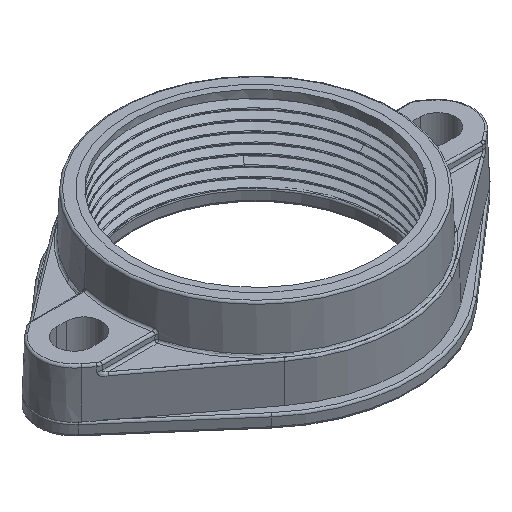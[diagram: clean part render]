
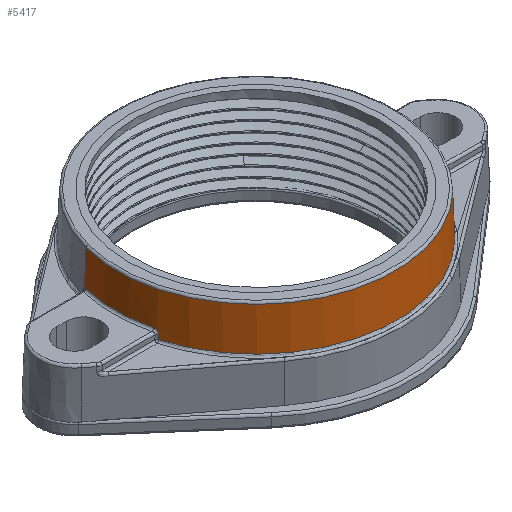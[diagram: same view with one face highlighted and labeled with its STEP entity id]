
A CAD part, isometric view. The second image highlights one B-rep face of the part: STEP entity #5417.
In plain terms, the highlighted conical face has half-angle 2 degrees and reference radius 32.69 mm.
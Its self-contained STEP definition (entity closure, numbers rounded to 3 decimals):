
#944=CARTESIAN_POINT('',(-31.704,8.397,11.534));
#945=CARTESIAN_POINT('',(-31.715,8.35,11.563));
#946=CARTESIAN_POINT('',(-31.74,8.25,11.615));
#947=CARTESIAN_POINT('',(-31.782,8.08,11.668));
#948=CARTESIAN_POINT('',(-31.814,7.949,11.683));
#949=CARTESIAN_POINT('',(-31.831,7.88,11.683));
#951=DIRECTION('',(0.034,-0.009,0.999));
#952=VECTOR('',#951,7.989);
#953=CARTESIAN_POINT('',(-31.704,8.397,11.534));
#954=LINE('',#953,#952);
#955=CARTESIAN_POINT('',(0.,0.,19.517));
#956=DIRECTION('',(0.,0.,-1.));
#957=DIRECTION('',(0.967,0.256,0.));
#958=AXIS2_PLACEMENT_3D('',#955,#956,#957);
#960=DIRECTION('',(0.034,0.009,-0.999));
#961=VECTOR('',#960,7.989);
#962=CARTESIAN_POINT('',(31.435,8.326,19.517));
#963=LINE('',#962,#961);
#964=CARTESIAN_POINT('',(31.831,7.88,11.683));
#965=CARTESIAN_POINT('',(31.817,7.939,11.683));
#966=CARTESIAN_POINT('',(31.788,8.055,11.672));
#967=CARTESIAN_POINT('',(31.747,8.22,11.627));
#968=CARTESIAN_POINT('',(31.718,8.338,11.57));
#969=CARTESIAN_POINT('',(31.704,8.397,11.534));
#971=CARTESIAN_POINT('',(0.,0.,11.683));
#972=DIRECTION('',(0.,0.,1.));
#973=DIRECTION('',(0.971,-0.24,0.));
#974=AXIS2_PLACEMENT_3D('',#971,#972,#973);
#976=CARTESIAN_POINT('',(31.607,-8.865,10.683));
#977=CARTESIAN_POINT('',(31.603,-8.865,10.79));
#978=CARTESIAN_POINT('',(31.605,-8.834,10.993));
#979=CARTESIAN_POINT('',(31.635,-8.686,11.286));
#980=CARTESIAN_POINT('',(31.685,-8.473,11.499));
#981=CARTESIAN_POINT('',(31.751,-8.204,11.644));
#982=CARTESIAN_POINT('',(31.803,-7.994,11.683));
#983=CARTESIAN_POINT('',(31.831,-7.88,11.683));
#985=DIRECTION('',(-0.036,0.,0.999));
#986=VECTOR('',#985,1.001);
#987=CARTESIAN_POINT('',(31.644,-8.865,9.683));
#988=LINE('',#987,#986);
#989=CARTESIAN_POINT('',(0.,0.,9.683));
#990=DIRECTION('',(0.,0.,1.));
#991=DIRECTION('',(-0.963,-0.27,0.));
#992=AXIS2_PLACEMENT_3D('',#989,#990,#991);
#994=DIRECTION('',(-0.036,0.,-0.999));
#995=VECTOR('',#994,1.001);
#996=CARTESIAN_POINT('',(-31.607,-8.865,10.683));
#997=LINE('',#996,#995);
#998=CARTESIAN_POINT('',(-31.831,-7.88,11.683));
#999=CARTESIAN_POINT('',(-31.804,-7.99,11.683));
#1000=CARTESIAN_POINT('',(-31.753,-8.196,
11.648));
#1001=CARTESIAN_POINT('',(-31.684,-8.479,
11.496));
#1002=CARTESIAN_POINT('',(-31.636,-8.685,
11.285));
#1003=CARTESIAN_POINT('',(-31.606,-8.829,
11.005));
#1004=CARTESIAN_POINT('',(-31.603,-8.865,
10.795));
#1005=CARTESIAN_POINT('',(-31.607,-8.865,
10.683));
#1007=CARTESIAN_POINT('',(0.,0.,11.683));
#1008=DIRECTION('',(0.,0.,1.));
#1009=DIRECTION('',(-0.971,0.24,0.));
#1010=AXIS2_PLACEMENT_3D('',#1007,#1008,#1009);
#1044=CARTESIAN_POINT('',(-31.704,8.397,11.534));
#3425=CARTESIAN_POINT('',(-31.435,8.326,19.517));
#3426=CARTESIAN_POINT('',(31.435,8.326,19.517));
#3427=VERTEX_POINT('',#3425);
#3428=VERTEX_POINT('',#3426);
#3443=VERTEX_POINT('',#1044);
#3445=VERTEX_POINT('',#949);
#3448=CARTESIAN_POINT('',(-31.831,-7.88,
11.683));
#3449=VERTEX_POINT('',#3448);
#3451=VERTEX_POINT('',#1005);
#3453=CARTESIAN_POINT('',(-31.644,-8.865,
9.683));
#3454=VERTEX_POINT('',#3453);
#3459=CARTESIAN_POINT('',(31.644,-8.865,9.683));
#3460=VERTEX_POINT('',#3459);
#3464=CARTESIAN_POINT('',(31.607,-8.865,10.683));
#3465=VERTEX_POINT('',#3464);
#3467=VERTEX_POINT('',#983);
#3470=CARTESIAN_POINT('',(31.831,7.88,11.683));
#3471=VERTEX_POINT('',#3470);
#3473=VERTEX_POINT('',#969);
#5393=CARTESIAN_POINT('',(0.,0.,14.6));
#5394=DIRECTION('',(0.,0.,-1.));
#5395=DIRECTION('',(1.,0.,0.));
#5396=AXIS2_PLACEMENT_3D('',#5393,#5394,#5395);
#5397=CONICAL_SURFACE('',#5396,32.69,2.);
#5398=ORIENTED_EDGE('',*,*,#4169,.F.);
#5400=ORIENTED_EDGE('',*,*,#5399,.T.);
#5402=ORIENTED_EDGE('',*,*,#5401,.F.);
#5404=ORIENTED_EDGE('',*,*,#5403,.T.);
#5405=ORIENTED_EDGE('',*,*,#4926,.F.);
#5406=ORIENTED_EDGE('',*,*,#4940,.F.);
#5407=ORIENTED_EDGE('',*,*,#4991,.F.);
#5408=ORIENTED_EDGE('',*,*,#5363,.F.);
#5409=ORIENTED_EDGE('',*,*,#3689,.F.);
#5411=ORIENTED_EDGE('',*,*,#5410,.F.);
#5413=ORIENTED_EDGE('',*,*,#5412,.F.);
#5414=ORIENTED_EDGE('',*,*,#4125,.F.);
#5415=EDGE_LOOP('',(#5398,#5400,#5402,#5404,#5405,#5406,#5407,#5408,#5409,#5411,
#5413,#5414));
#5416=FACE_OUTER_BOUND('',#5415,.F.);
#5417=ADVANCED_FACE('',(#5416),#5397,.T.);
#950=B_SPLINE_CURVE_WITH_KNOTS('',3,(#944,#945,#946,#947,#948,#949),
.UNSPECIFIED.,.F.,.F.,(4,1,1,4),(0.,0.333,0.667,1.),
.UNSPECIFIED.);
#959=CIRCLE('',#958,32.518);
#970=B_SPLINE_CURVE_WITH_KNOTS('',3,(#964,#965,#966,#967,#968,#969),
.UNSPECIFIED.,.F.,.F.,(4,1,1,4),(0.,0.333,0.667,1.),
.UNSPECIFIED.);
#975=CIRCLE('',#974,32.792);
#984=B_SPLINE_CURVE_WITH_KNOTS('',3,(#976,#977,#978,#979,#980,#981,#982,#983),
.UNSPECIFIED.,.F.,.F.,(4,1,1,1,1,4),(0.,0.2,0.4,0.6,0.8,1.),
.UNSPECIFIED.);
#993=CIRCLE('',#992,32.862);
#1006=B_SPLINE_CURVE_WITH_KNOTS('',3,(#998,#999,#1000,#1001,#1002,#1003,#1004,
#1005),.UNSPECIFIED.,.F.,.F.,(4,1,1,1,1,4),(0.,0.2,0.4,0.6,0.8,1.),
.UNSPECIFIED.);
#1011=CIRCLE('',#1010,32.792);
#3689=EDGE_CURVE('',#3454,#3460,#993,.T.);
#4125=EDGE_CURVE('',#3445,#3449,#1011,.T.);
#4169=EDGE_CURVE('',#3443,#3445,#950,.T.);
#4926=EDGE_CURVE('',#3471,#3473,#970,.T.);
#4940=EDGE_CURVE('',#3467,#3471,#975,.T.);
#4991=EDGE_CURVE('',#3465,#3467,#984,.T.);
#5363=EDGE_CURVE('',#3460,#3465,#988,.T.);
#5399=EDGE_CURVE('',#3443,#3427,#954,.T.);
#5401=EDGE_CURVE('',#3428,#3427,#959,.T.);
#5403=EDGE_CURVE('',#3428,#3473,#963,.T.);
#5410=EDGE_CURVE('',#3451,#3454,#997,.T.);
#5412=EDGE_CURVE('',#3449,#3451,#1006,.T.);
